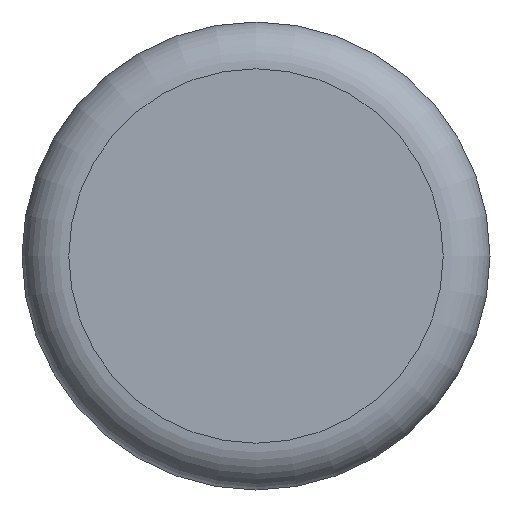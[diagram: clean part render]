
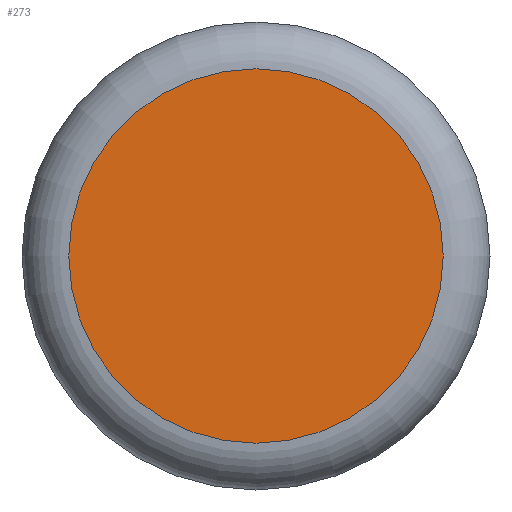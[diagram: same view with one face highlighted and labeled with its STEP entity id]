
A CAD part, left-side view. The second image highlights one B-rep face of the part: STEP entity #273.
In plain terms, the highlighted planar face has unit normal (-1, 0, 0).
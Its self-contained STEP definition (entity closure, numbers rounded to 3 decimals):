
#70 = CIRCLE ( 'NONE', #304, 4. ) ;
#97 = PLANE ( 'NONE',  #242 ) ;
#124 = DIRECTION ( 'NONE',  ( 1., 0., 0. ) ) ;
#143 = DIRECTION ( 'NONE',  ( -1., 0., 0. ) ) ;
#170 = CARTESIAN_POINT ( 'NONE',  ( 0., 0., 0. ) ) ;
#192 = EDGE_CURVE ( 'NONE', #311, #311, #70, .T. ) ;
#194 = EDGE_LOOP ( 'NONE', ( #290 ) ) ;
#242 = AXIS2_PLACEMENT_3D ( 'NONE', #305, #124, #303 ) ;
#247 = DIRECTION ( 'NONE',  ( 0., 0., 1. ) ) ;
#273 = ADVANCED_FACE ( 'NONE', ( #318 ), #97, .F. ) ;
#290 = ORIENTED_EDGE ( 'NONE', *, *, #192, .T. ) ;
#303 = DIRECTION ( 'NONE',  ( 0., 0., -1. ) ) ;
#304 = AXIS2_PLACEMENT_3D ( 'NONE', #170, #143, #247 ) ;
#305 = CARTESIAN_POINT ( 'NONE',  ( 0., 0., 0. ) ) ;
#307 = CARTESIAN_POINT ( 'NONE',  ( 0., 0., 4. ) ) ;
#311 = VERTEX_POINT ( 'NONE', #307 ) ;
#318 = FACE_OUTER_BOUND ( 'NONE', #194, .T. ) ;
